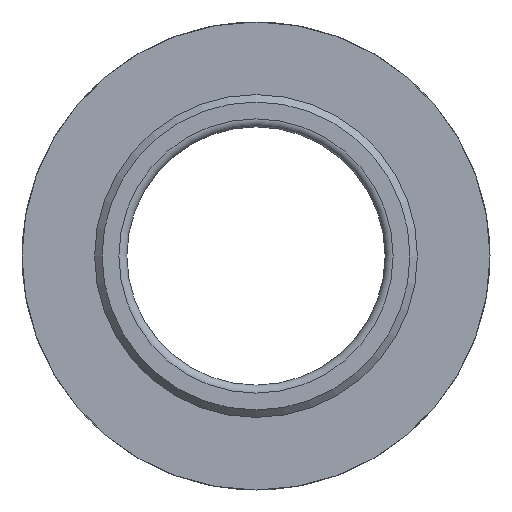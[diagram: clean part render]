
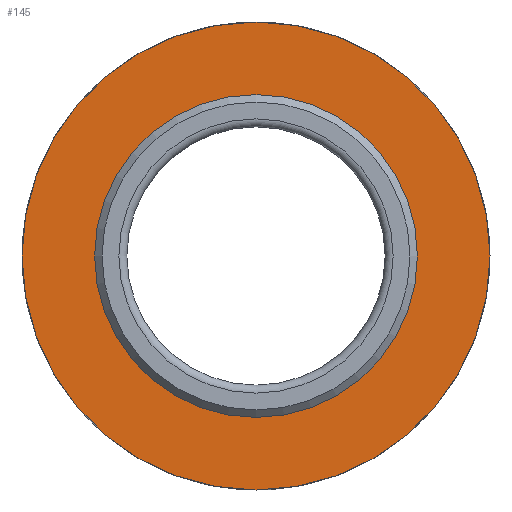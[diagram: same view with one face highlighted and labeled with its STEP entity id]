
A CAD part, left-side view. The second image highlights one B-rep face of the part: STEP entity #145.
In plain terms, the highlighted planar face has unit normal (-1, 0, 0).
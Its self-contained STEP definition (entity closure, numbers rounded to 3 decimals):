
#145 = ADVANCED_FACE( '', ( #328, #329 ), #330, .F. );
#328 = FACE_OUTER_BOUND( '', #547, .T. );
#329 = FACE_BOUND( '', #548, .T. );
#330 = PLANE( '', #549 );
#547 = EDGE_LOOP( '', ( #1205 ) );
#548 = EDGE_LOOP( '', ( #1206 ) );
#549 = AXIS2_PLACEMENT_3D( '', #1207, #1208, #1209 );
#1205 = ORIENTED_EDGE( '', *, *, #1599, .F. );
#1206 = ORIENTED_EDGE( '', *, *, #1600, .T. );
#1207 = CARTESIAN_POINT( '', ( 17., 19.08, 0. ) );
#1208 = DIRECTION( '', ( 1., 0., 0. ) );
#1209 = DIRECTION( '', ( 0., 0., -1. ) );
#1599 = EDGE_CURVE( '', #1992, #1992, #1993, .T. );
#1600 = EDGE_CURVE( '', #1994, #1994, #1995, .T. );
#1992 = VERTEX_POINT( '', #2984 );
#1993 = CIRCLE( '', #2985, 29. );
#1994 = VERTEX_POINT( '', #2986 );
#1995 = CIRCLE( '', #2987, 19.08 );
#2984 = CARTESIAN_POINT( '', ( 17., 0., -29. ) );
#2985 = AXIS2_PLACEMENT_3D( '', #3305, #3306, #3307 );
#2986 = CARTESIAN_POINT( '', ( 17., 0., -19.08 ) );
#2987 = AXIS2_PLACEMENT_3D( '', #3308, #3309, #3310 );
#3305 = CARTESIAN_POINT( '', ( 17., 0., 0. ) );
#3306 = DIRECTION( '', ( 1., 0., 0. ) );
#3307 = DIRECTION( '', ( 0., 0., -1. ) );
#3308 = CARTESIAN_POINT( '', ( 17., 0., 0. ) );
#3309 = DIRECTION( '', ( 1., 0., 0. ) );
#3310 = DIRECTION( '', ( 0., 0., -1. ) );
